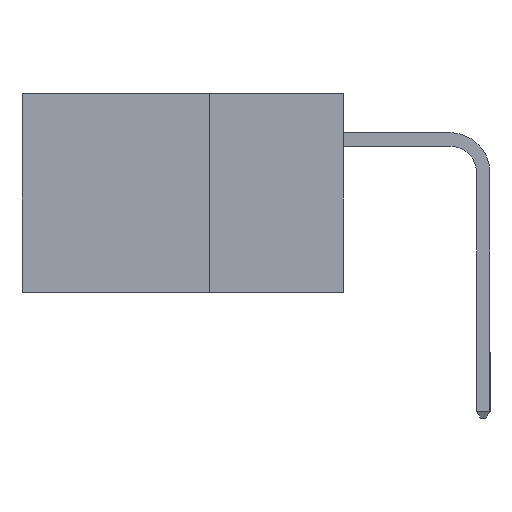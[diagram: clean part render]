
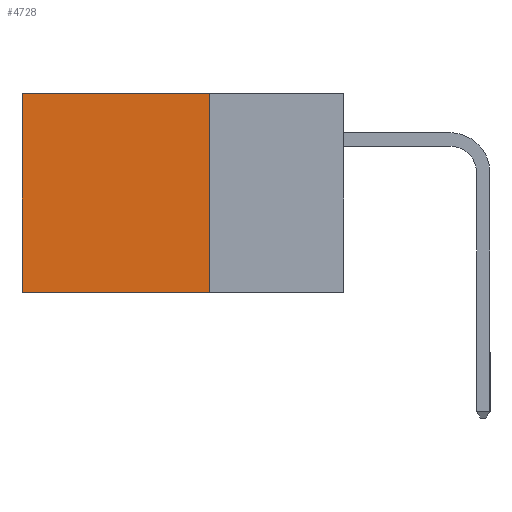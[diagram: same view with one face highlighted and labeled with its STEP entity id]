
A CAD part, left-side view. The second image highlights one B-rep face of the part: STEP entity #4728.
In plain terms, the highlighted planar face has unit normal (-1, 0, 0).
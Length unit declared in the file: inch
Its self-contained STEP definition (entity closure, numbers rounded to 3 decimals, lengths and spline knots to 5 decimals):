
#147 = EDGE_CURVE ( 'NONE', #14720, #2596, #6492, .T. ) ;
#149 = VECTOR ( 'NONE', #17698, 39.37008 ) ;
#188 = CARTESIAN_POINT ( 'NONE',  ( 0.298, 0.25, 0. ) ) ;
#465 = ORIENTED_EDGE ( 'NONE', *, *, #11753, .T. ) ;
#524 = CARTESIAN_POINT ( 'NONE',  ( 0.298, 0.25, 0. ) ) ;
#589 = CARTESIAN_POINT ( 'NONE',  ( 0.298, 0.25, 0. ) ) ;
#1361 = VERTEX_POINT ( 'NONE', #7765 ) ;
#2224 = FACE_OUTER_BOUND ( 'NONE', #10928, .T. ) ;
#2252 = ORIENTED_EDGE ( 'NONE', *, *, #16281, .F. ) ;
#2596 = VERTEX_POINT ( 'NONE', #5800 ) ;
#2878 = LINE ( 'NONE', #13471, #14687 ) ;
#4137 = VECTOR ( 'NONE', #12284, 39.37008 ) ;
#4728 = ADVANCED_FACE ( 'NONE', ( #2224 ), #5884, .F. ) ;
#5751 = VERTEX_POINT ( 'NONE', #15306 ) ;
#5800 = CARTESIAN_POINT ( 'NONE',  ( 0.298, 0.25, -0.37 ) ) ;
#5884 = PLANE ( 'NONE',  #13913 ) ;
#5951 = DIRECTION ( 'NONE',  ( 0., 0., -1. ) ) ;
#6492 = LINE ( 'NONE', #188, #4137 ) ;
#7448 = DIRECTION ( 'NONE',  ( 1., 0., 0. ) ) ;
#7535 = EDGE_CURVE ( 'NONE', #14720, #1361, #11287, .T. ) ;
#7765 = CARTESIAN_POINT ( 'NONE',  ( 0.298, 0.6, 0. ) ) ;
#8073 = DIRECTION ( 'NONE',  ( 0., 0., -1. ) ) ;
#8223 = CARTESIAN_POINT ( 'NONE',  ( 0.298, 0.25, -0.37 ) ) ;
#10188 = VECTOR ( 'NONE', #12198, 39.37008 ) ;
#10869 = CARTESIAN_POINT ( 'NONE',  ( 0.298, 0.25, 0. ) ) ;
#10928 = EDGE_LOOP ( 'NONE', ( #465, #2252, #15518, #16348 ) ) ;
#11287 = LINE ( 'NONE', #10869, #10188 ) ;
#11753 = EDGE_CURVE ( 'NONE', #1361, #5751, #2878, .T. ) ;
#12198 = DIRECTION ( 'NONE',  ( 0., 1., 0. ) ) ;
#12284 = DIRECTION ( 'NONE',  ( 0., 0., -1. ) ) ;
#13471 = CARTESIAN_POINT ( 'NONE',  ( 0.298, 0.6, 0. ) ) ;
#13913 = AXIS2_PLACEMENT_3D ( 'NONE', #524, #7448, #5951 ) ;
#14114 = LINE ( 'NONE', #8223, #149 ) ;
#14687 = VECTOR ( 'NONE', #8073, 39.37008 ) ;
#14720 = VERTEX_POINT ( 'NONE', #589 ) ;
#15306 = CARTESIAN_POINT ( 'NONE',  ( 0.298, 0.6, -0.37 ) ) ;
#15518 = ORIENTED_EDGE ( 'NONE', *, *, #147, .F. ) ;
#16281 = EDGE_CURVE ( 'NONE', #2596, #5751, #14114, .T. ) ;
#16348 = ORIENTED_EDGE ( 'NONE', *, *, #7535, .T. ) ;
#17698 = DIRECTION ( 'NONE',  ( 0., 1., 0. ) ) ;
